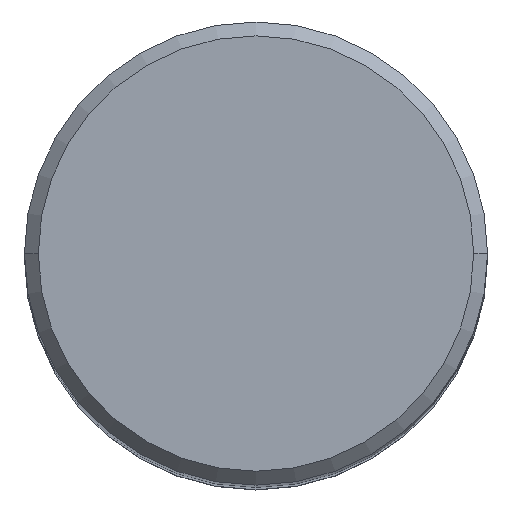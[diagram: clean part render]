
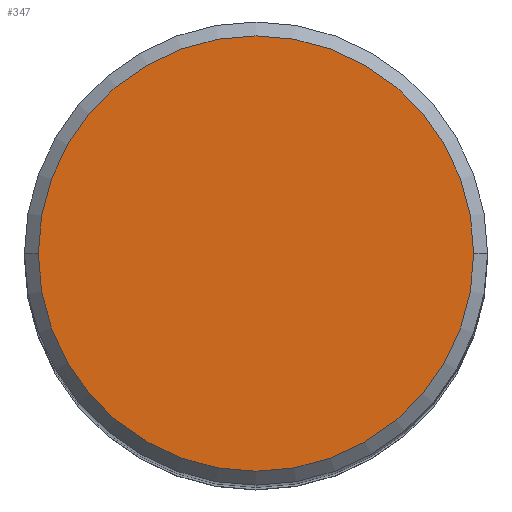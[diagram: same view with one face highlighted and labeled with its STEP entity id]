
A CAD part, top view. The second image highlights one B-rep face of the part: STEP entity #347.
In plain terms, the highlighted planar face has unit normal (0, 0, 1).
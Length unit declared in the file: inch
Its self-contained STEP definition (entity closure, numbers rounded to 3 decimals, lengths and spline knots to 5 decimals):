
#72 = CARTESIAN_POINT ( 'NONE',  ( 0.235, 0., 3. ) ) ;
#83 = EDGE_CURVE ( 'NONE', #329, #153, #339, .T. ) ;
#106 = AXIS2_PLACEMENT_3D ( 'NONE', #139, #313, #366 ) ;
#119 = DIRECTION ( 'NONE',  ( 1., 0., 0. ) ) ;
#139 = CARTESIAN_POINT ( 'NONE',  ( 0., 0., 3. ) ) ;
#148 = FACE_OUTER_BOUND ( 'NONE', #316, .T. ) ;
#149 = CARTESIAN_POINT ( 'NONE',  ( 0., 0., 3. ) ) ;
#151 = DIRECTION ( 'NONE',  ( 0., 0., 1. ) ) ;
#153 = VERTEX_POINT ( 'NONE', #72 ) ;
#199 = CIRCLE ( 'NONE', #288, 0.235 ) ;
#203 = CARTESIAN_POINT ( 'NONE',  ( -0.235, 0., 3. ) ) ;
#232 = AXIS2_PLACEMENT_3D ( 'NONE', #149, #369, #119 ) ;
#247 = ORIENTED_EDGE ( 'NONE', *, *, #83, .T. ) ;
#263 = PLANE ( 'NONE',  #232 ) ;
#266 = DIRECTION ( 'NONE',  ( 1., 0., 0. ) ) ;
#288 = AXIS2_PLACEMENT_3D ( 'NONE', #290, #151, #266 ) ;
#290 = CARTESIAN_POINT ( 'NONE',  ( 0., 0., 3. ) ) ;
#301 = ORIENTED_EDGE ( 'NONE', *, *, #306, .T. ) ;
#306 = EDGE_CURVE ( 'NONE', #153, #329, #199, .T. ) ;
#313 = DIRECTION ( 'NONE',  ( 0., 0., 1. ) ) ;
#316 = EDGE_LOOP ( 'NONE', ( #247, #301 ) ) ;
#329 = VERTEX_POINT ( 'NONE', #203 ) ;
#339 = CIRCLE ( 'NONE', #106, 0.235 ) ;
#347 = ADVANCED_FACE ( 'NONE', ( #148 ), #263, .T. ) ;
#366 = DIRECTION ( 'NONE',  ( 1., 0., 0. ) ) ;
#369 = DIRECTION ( 'NONE',  ( 0., 0., 1. ) ) ;
